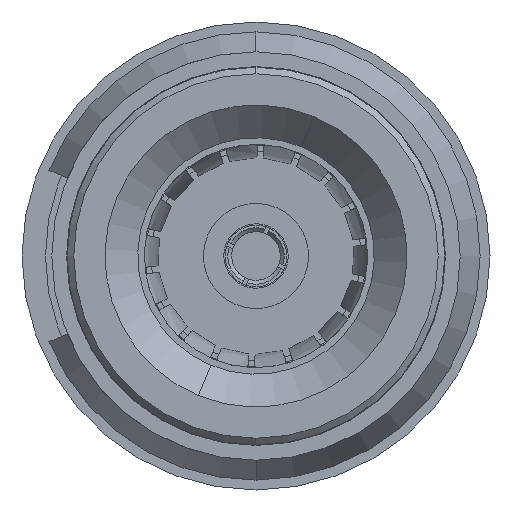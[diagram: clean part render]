
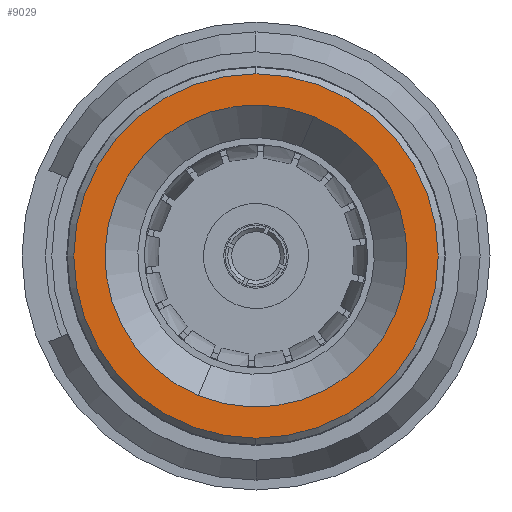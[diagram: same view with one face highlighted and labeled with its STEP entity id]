
A CAD part, left-side view. The second image highlights one B-rep face of the part: STEP entity #9029.
In plain terms, the highlighted planar face has unit normal (-1, 0, 0).
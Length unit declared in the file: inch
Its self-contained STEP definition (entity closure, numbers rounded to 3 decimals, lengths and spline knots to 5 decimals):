
#141 = EDGE_CURVE ( 'NONE', #2479, #8107, #7445, .T. ) ;
#261 = AXIS2_PLACEMENT_3D ( 'NONE', #2041, #4247, #1370 ) ;
#405 = EDGE_CURVE ( 'NONE', #4362, #7479, #1913, .T. ) ;
#652 = PLANE ( 'NONE',  #2825 ) ;
#804 = EDGE_CURVE ( 'NONE', #7479, #4362, #3819, .T. ) ;
#895 = CARTESIAN_POINT ( 'NONE',  ( 0., 0., 0. ) ) ;
#928 = CARTESIAN_POINT ( 'NONE',  ( 0., -0.04391, 0.10629 ) ) ;
#1263 = EDGE_LOOP ( 'NONE', ( #8257, #8017 ) ) ;
#1370 = DIRECTION ( 'NONE',  ( 0., 0., 1. ) ) ;
#1913 = CIRCLE ( 'NONE', #261, 0.1387 ) ;
#2041 = CARTESIAN_POINT ( 'NONE',  ( 0., 0., 0. ) ) ;
#2192 = DIRECTION ( 'NONE',  ( 0., 0., 1. ) ) ;
#2460 = FACE_BOUND ( 'NONE', #8530, .T. ) ;
#2479 = VERTEX_POINT ( 'NONE', #928 ) ;
#2492 = AXIS2_PLACEMENT_3D ( 'NONE', #895, #4524, #5944 ) ;
#2619 = DIRECTION ( 'NONE',  ( -1., 0., 0. ) ) ;
#2734 = ORIENTED_EDGE ( 'NONE', *, *, #141, .T. ) ;
#2773 = ORIENTED_EDGE ( 'NONE', *, *, #4911, .T. ) ;
#2825 = AXIS2_PLACEMENT_3D ( 'NONE', #2927, #3552, #2192 ) ;
#2927 = CARTESIAN_POINT ( 'NONE',  ( 0., 0., 0. ) ) ;
#3133 = AXIS2_PLACEMENT_3D ( 'NONE', #7025, #2619, #4818 ) ;
#3311 = CARTESIAN_POINT ( 'NONE',  ( 0., 0., 0. ) ) ;
#3552 = DIRECTION ( 'NONE',  ( -1., 0., 0. ) ) ;
#3749 = CARTESIAN_POINT ( 'NONE',  ( 0., 0., 0.1387 ) ) ;
#3819 = CIRCLE ( 'NONE', #3133, 0.1387 ) ;
#4247 = DIRECTION ( 'NONE',  ( -1., 0., 0. ) ) ;
#4362 = VERTEX_POINT ( 'NONE', #4659 ) ;
#4419 = AXIS2_PLACEMENT_3D ( 'NONE', #3311, #6967, #8352 ) ;
#4524 = DIRECTION ( 'NONE',  ( 1., 0., 0. ) ) ;
#4659 = CARTESIAN_POINT ( 'NONE',  ( 0., 0., -0.1387 ) ) ;
#4818 = DIRECTION ( 'NONE',  ( 0., 0., 1. ) ) ;
#4911 = EDGE_CURVE ( 'NONE', #8107, #2479, #5010, .T. ) ;
#5010 = CIRCLE ( 'NONE', #2492, 0.115 ) ;
#5209 = CARTESIAN_POINT ( 'NONE',  ( 0., 0.04391, -0.10629 ) ) ;
#5944 = DIRECTION ( 'NONE',  ( 0., 0.382, -0.924 ) ) ;
#6308 = FACE_OUTER_BOUND ( 'NONE', #1263, .T. ) ;
#6967 = DIRECTION ( 'NONE',  ( 1., 0., 0. ) ) ;
#7025 = CARTESIAN_POINT ( 'NONE',  ( 0., 0., 0. ) ) ;
#7445 = CIRCLE ( 'NONE', #4419, 0.115 ) ;
#7479 = VERTEX_POINT ( 'NONE', #3749 ) ;
#8017 = ORIENTED_EDGE ( 'NONE', *, *, #804, .T. ) ;
#8107 = VERTEX_POINT ( 'NONE', #5209 ) ;
#8257 = ORIENTED_EDGE ( 'NONE', *, *, #405, .T. ) ;
#8352 = DIRECTION ( 'NONE',  ( 0., 0.382, -0.924 ) ) ;
#8530 = EDGE_LOOP ( 'NONE', ( #2773, #2734 ) ) ;
#9029 = ADVANCED_FACE ( 'NONE', ( #6308, #2460 ), #652, .T. ) ;
